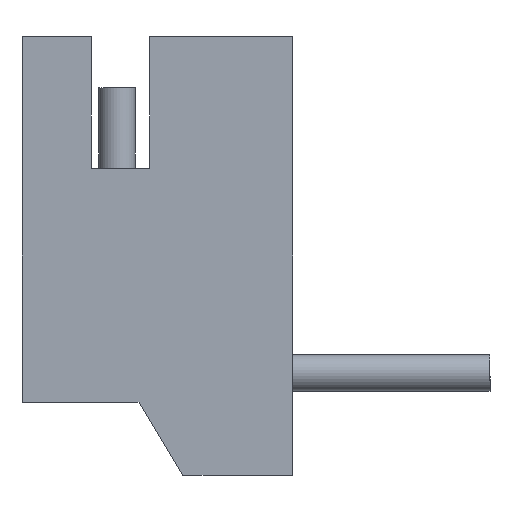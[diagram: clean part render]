
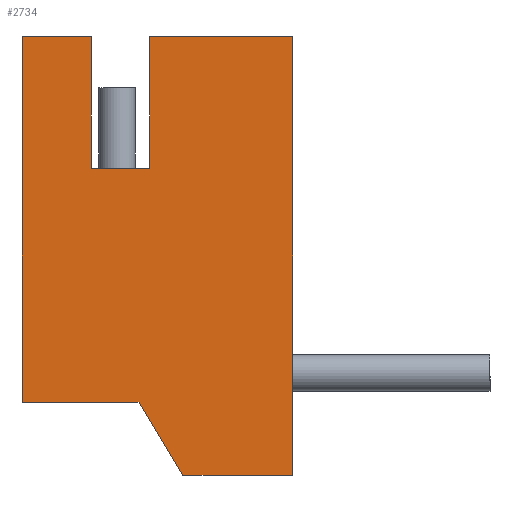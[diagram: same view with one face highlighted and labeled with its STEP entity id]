
A CAD part, left-side view. The second image highlights one B-rep face of the part: STEP entity #2734.
In plain terms, the highlighted planar face has unit normal (-1, 0, 0).
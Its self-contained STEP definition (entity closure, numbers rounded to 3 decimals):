
#1207 = DIRECTION ( 'NONE',  ( 0., 0., 1. ) ) ;
#1208 = VECTOR ( 'NONE', #1207, 1000. ) ;
#1209 = CARTESIAN_POINT ( 'NONE',  ( 5.25, -1.75, 7. ) ) ;
#1210 = LINE ( 'NONE', #1209, #1208 ) ;
#1365 = CARTESIAN_POINT ( 'NONE',  ( 5.25, -0.95, 5.2 ) ) ;
#1366 = DIRECTION ( 'NONE',  ( 0., -1., 0. ) ) ;
#1367 = VECTOR ( 'NONE', #1366, 1000. ) ;
#1368 = CARTESIAN_POINT ( 'NONE',  ( 5.25, -0.95, 5.2 ) ) ;
#1369 = LINE ( 'NONE', #1368, #1367 ) ;
#1370 = DIRECTION ( 'NONE',  ( 0., 1., 0. ) ) ;
#1371 = DIRECTION ( 'NONE',  ( 1., 0., 0. ) ) ;
#1372 = CARTESIAN_POINT ( 'NONE',  ( 5.25, 0., 7. ) ) ;
#1406 = DIRECTION ( 'NONE',  ( 0., -1., 0. ) ) ;
#1407 = VECTOR ( 'NONE', #1406, 1000. ) ;
#1408 = CARTESIAN_POINT ( 'NONE',  ( 5.25, -2.2, 1. ) ) ;
#1409 = LINE ( 'NONE', #1408, #1407 ) ;
#1410 = CARTESIAN_POINT ( 'NONE',  ( 5.25, -2.2, 1. ) ) ;
#1411 = DIRECTION ( 'NONE',  ( 0., -0.514, -0.857 ) ) ;
#1412 = VECTOR ( 'NONE', #1411, 1000. ) ;
#1413 = CARTESIAN_POINT ( 'NONE',  ( 5.25, -1.6, 2. ) ) ;
#1414 = LINE ( 'NONE', #1413, #1412 ) ;
#1415 = DIRECTION ( 'NONE',  ( 0., 0., -1. ) ) ;
#1416 = VECTOR ( 'NONE', #1415, 1000. ) ;
#1417 = CARTESIAN_POINT ( 'NONE',  ( 5.25, -0.95, 7. ) ) ;
#1418 = LINE ( 'NONE', #1417, #1416 ) ;
#1419 = CARTESIAN_POINT ( 'NONE',  ( 5.25, -1.75, 5.2 ) ) ;
#1443 = FACE_OUTER_BOUND ( 'NONE', #2735, .T. ) ;
#1472 = DIRECTION ( 'NONE',  ( 0., 1., 0. ) ) ;
#1473 = VECTOR ( 'NONE', #1472, 1000. ) ;
#1474 = CARTESIAN_POINT ( 'NONE',  ( 5.25, 0., 7. ) ) ;
#1475 = LINE ( 'NONE', #1474, #1473 ) ;
#1520 = AXIS2_PLACEMENT_3D ( 'NONE', #1372, #1371, #1370 ) ;
#1521 = PLANE ( 'NONE',  #1520 ) ;
#1536 = DIRECTION ( 'NONE',  ( 0., 1., 0. ) ) ;
#1537 = VECTOR ( 'NONE', #1536, 1000. ) ;
#1538 = CARTESIAN_POINT ( 'NONE',  ( 5.25, 0., 7. ) ) ;
#1539 = LINE ( 'NONE', #1538, #1537 ) ;
#1541 = CARTESIAN_POINT ( 'NONE',  ( 5.25, -1.75, 7. ) ) ;
#1812 = CARTESIAN_POINT ( 'NONE',  ( 5.25, 0., 2. ) ) ;
#1813 = DIRECTION ( 'NONE',  ( 0., -1., 0. ) ) ;
#1814 = VECTOR ( 'NONE', #1813, 1000. ) ;
#1815 = CARTESIAN_POINT ( 'NONE',  ( 5.25, 0., 2. ) ) ;
#1816 = LINE ( 'NONE', #1815, #1814 ) ;
#1817 = CARTESIAN_POINT ( 'NONE',  ( 5.25, -1.6, 2. ) ) ;
#2064 = DIRECTION ( 'NONE',  ( 0., 0., -1. ) ) ;
#2065 = VECTOR ( 'NONE', #2064, 1000. ) ;
#2066 = CARTESIAN_POINT ( 'NONE',  ( 5.25, 0., 2. ) ) ;
#2067 = LINE ( 'NONE', #2066, #2065 ) ;
#2078 = CARTESIAN_POINT ( 'NONE',  ( 5.25, 0., 7. ) ) ;
#2079 = CARTESIAN_POINT ( 'NONE',  ( 5.25, -0.95, 7. ) ) ;
#2376 = CARTESIAN_POINT ( 'NONE',  ( 5.25, -3.7, 1. ) ) ;
#2377 = DIRECTION ( 'NONE',  ( 0., 0., 1. ) ) ;
#2378 = VECTOR ( 'NONE', #2377, 1000. ) ;
#2379 = CARTESIAN_POINT ( 'NONE',  ( 5.25, -3.7, 2. ) ) ;
#2380 = LINE ( 'NONE', #2379, #2378 ) ;
#2381 = CARTESIAN_POINT ( 'NONE',  ( 5.25, -3.7, 7. ) ) ;
#2647 = ORIENTED_EDGE ( 'NONE', *, *, #2679, .T. ) ;
#2648 = ORIENTED_EDGE ( 'NONE', *, *, #2649, .F. ) ;
#2649 = EDGE_CURVE ( 'NONE', #2707, #2724, #1210, .T. ) ;
#2679 = EDGE_CURVE ( 'NONE', #3068, #2724, #1475, .T. ) ;
#2707 = VERTEX_POINT ( 'NONE', #1419 ) ;
#2708 = ORIENTED_EDGE ( 'NONE', *, *, #2709, .F. ) ;
#2709 = EDGE_CURVE ( 'NONE', #3020, #2738, #1418, .T. ) ;
#2710 = ORIENTED_EDGE ( 'NONE', *, *, #2726, .T. ) ;
#2711 = ORIENTED_EDGE ( 'NONE', *, *, #3030, .T. ) ;
#2712 = ORIENTED_EDGE ( 'NONE', *, *, #2915, .T. ) ;
#2713 = ORIENTED_EDGE ( 'NONE', *, *, #2714, .T. ) ;
#2714 = EDGE_CURVE ( 'NONE', #2913, #2715, #1414, .T. ) ;
#2715 = VERTEX_POINT ( 'NONE', #1410 ) ;
#2716 = ORIENTED_EDGE ( 'NONE', *, *, #2717, .T. ) ;
#2717 = EDGE_CURVE ( 'NONE', #2715, #3071, #1409, .T. ) ;
#2724 = VERTEX_POINT ( 'NONE', #1541 ) ;
#2726 = EDGE_CURVE ( 'NONE', #3020, #3021, #1539, .T. ) ;
#2734 = ADVANCED_FACE ( 'NONE', ( #1443 ), #1521, .F. ) ;
#2735 = EDGE_LOOP ( 'NONE', ( #2736, #2708, #2710, #2711, #2712, #2713, #2716, #2857, #2647, #2648 ) ) ;
#2736 = ORIENTED_EDGE ( 'NONE', *, *, #2737, .F. ) ;
#2737 = EDGE_CURVE ( 'NONE', #2738, #2707, #1369, .T. ) ;
#2738 = VERTEX_POINT ( 'NONE', #1365 ) ;
#2857 = ORIENTED_EDGE ( 'NONE', *, *, #3070, .T. ) ;
#2913 = VERTEX_POINT ( 'NONE', #1817 ) ;
#2915 = EDGE_CURVE ( 'NONE', #2916, #2913, #1816, .T. ) ;
#2916 = VERTEX_POINT ( 'NONE', #1812 ) ;
#3020 = VERTEX_POINT ( 'NONE', #2079 ) ;
#3021 = VERTEX_POINT ( 'NONE', #2078 ) ;
#3030 = EDGE_CURVE ( 'NONE', #3021, #2916, #2067, .T. ) ;
#3068 = VERTEX_POINT ( 'NONE', #2381 ) ;
#3070 = EDGE_CURVE ( 'NONE', #3071, #3068, #2380, .T. ) ;
#3071 = VERTEX_POINT ( 'NONE', #2376 ) ;
